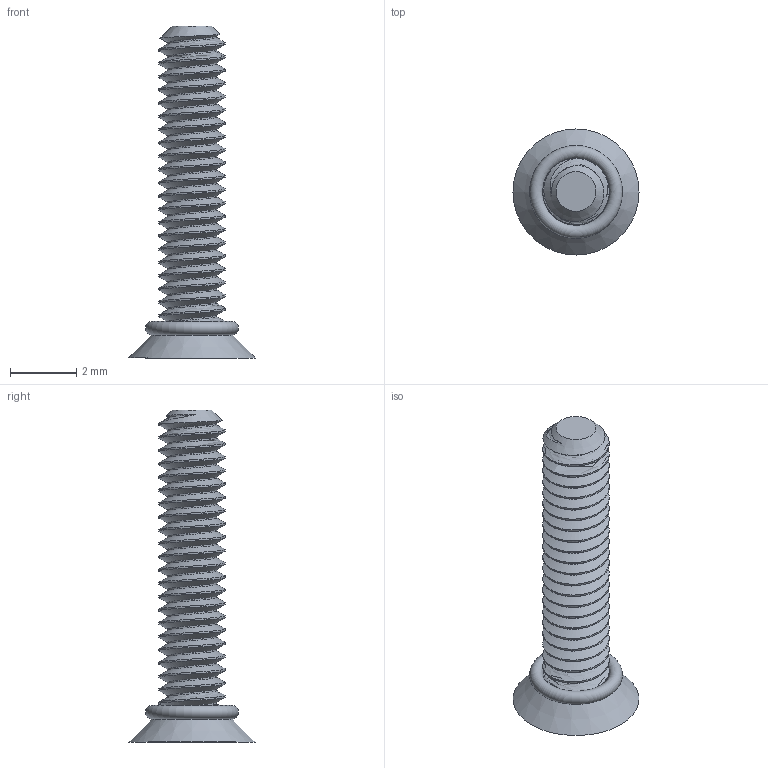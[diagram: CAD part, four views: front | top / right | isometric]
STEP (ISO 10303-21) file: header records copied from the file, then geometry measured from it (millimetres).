
FILE_DESCRIPTION(/* description */ (''),/* implementation_level */ '2;1');
FILE_NAME(/* name */ '90505A430_316 Stainless Steel Sealing Flat Head Screws.step',/* time_stamp */ '2022-08-23T12:54:33-03:00',/* author */ (''),/* organization */ (''),/* preprocessor_version */ 'ST-DEVELOPER v19',/* originating_system */ 'Autodesk Translation Framework v11.7.0.108',/* authorisation */ '');
FILE_SCHEMA (('AUTOMOTIVE_DESIGN { 1 0 10303 214 3 1 1 }'));
Length unit declared in the file: millimetre
Products named in the file (1): 90505A430_316 Stainless Steel Sealing Flat Head Screws
Bounding box: 3.8 x 3.8 x 10 mm (x, y, z)
Volume: 28 mm3; surface area: 124 mm2
Topology: 2 solids, 2 shells, 78 faces, 220 edges, 146 vertices
Faces by surface type: cylinder 51, plane 20, cone 3, torus 2, bspline 2
Full cylindrical faces by diameter (mm): 1.48 x21, 2 x21, 2.043 x1
Entity records: 6744 total; most frequent: CARTESIAN_POINT 4867, ORIENTED_EDGE 440, DIRECTION 298, EDGE_CURVE 220, VERTEX_POINT 146, LINE 100, VECTOR 100, AXIS2_PLACEMENT_3D 99
